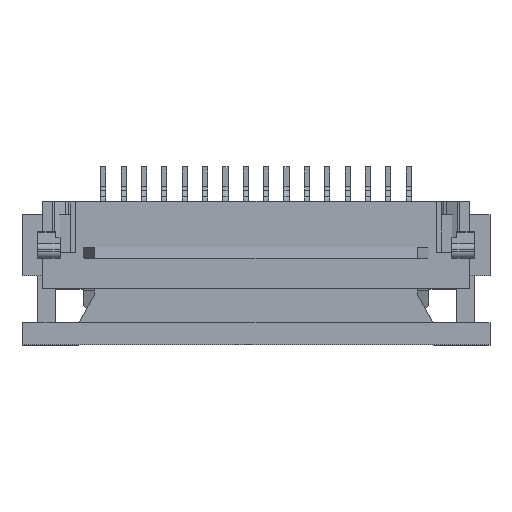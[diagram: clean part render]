
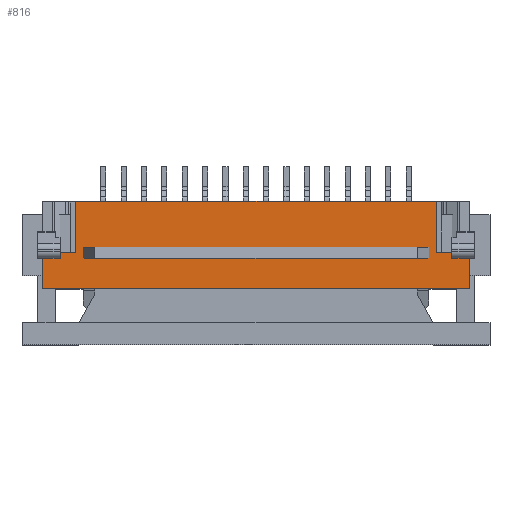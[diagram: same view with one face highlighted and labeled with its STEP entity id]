
A CAD part, top view. The second image highlights one B-rep face of the part: STEP entity #816.
In plain terms, the highlighted planar face has unit normal (0, 0, 1).
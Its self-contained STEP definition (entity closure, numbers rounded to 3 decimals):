
#816 = ADVANCED_FACE( '', ( #1765 ), #1766, .F. );
#1765 = FACE_OUTER_BOUND( '', #2859, .T. );
#1766 = PLANE( '', #2860 );
#2859 = EDGE_LOOP( '', ( #5560, #5561, #5562, #5563, #5564, #5565, #5566, #5567 ) );
#2860 = AXIS2_PLACEMENT_3D( '', #5568, #5569, #5570 );
#5560 = ORIENTED_EDGE( '', *, *, #8141, .T. );
#5561 = ORIENTED_EDGE( '', *, *, #8310, .F. );
#5562 = ORIENTED_EDGE( '', *, *, #8297, .T. );
#5563 = ORIENTED_EDGE( '', *, *, #8311, .F. );
#5564 = ORIENTED_EDGE( '', *, *, #8307, .F. );
#5565 = ORIENTED_EDGE( '', *, *, #7659, .F. );
#5566 = ORIENTED_EDGE( '', *, *, #8312, .F. );
#5567 = ORIENTED_EDGE( '', *, *, #7813, .T. );
#5568 = CARTESIAN_POINT( '', ( 10.5, -2.15, 1.5 ) );
#5569 = DIRECTION( '', ( 0., 0., -1. ) );
#5570 = DIRECTION( '', ( -1., 0., 0. ) );
#7659 = EDGE_CURVE( '', #9671, #9673, #9674, .T. );
#7813 = EDGE_CURVE( '', #9914, #9912, #9915, .T. );
#8141 = EDGE_CURVE( '', #9912, #10390, #10392, .T. );
#8297 = EDGE_CURVE( '', #10603, #10604, #10605, .T. );
#8307 = EDGE_CURVE( '', #9673, #10619, #10620, .T. );
#8310 = EDGE_CURVE( '', #10603, #10390, #10623, .T. );
#8311 = EDGE_CURVE( '', #10619, #10604, #10624, .T. );
#8312 = EDGE_CURVE( '', #9914, #9671, #10625, .T. );
#9671 = VERTEX_POINT( '', #13090 );
#9673 = VERTEX_POINT( '', #13093 );
#9674 = LINE( '', #13094, #13095 );
#9912 = VERTEX_POINT( '', #13428 );
#9914 = VERTEX_POINT( '', #13431 );
#9915 = LINE( '', #13432, #13433 );
#10390 = VERTEX_POINT( '', #14089 );
#10392 = LINE( '', #14092, #14093 );
#10603 = VERTEX_POINT( '', #14401 );
#10604 = VERTEX_POINT( '', #14402 );
#10605 = LINE( '', #14403, #14404 );
#10619 = VERTEX_POINT( '', #14422 );
#10620 = LINE( '', #14423, #14424 );
#10623 = LINE( '', #14428, #14429 );
#10624 = LINE( '', #14430, #14431 );
#10625 = LINE( '', #14432, #14433 );
#13090 = CARTESIAN_POINT( '', ( -10.5, -2.15, 1.5 ) );
#13093 = CARTESIAN_POINT( '', ( -10.5, -0.35, 1.5 ) );
#13094 = CARTESIAN_POINT( '', ( -10.5, -2.15, 1.5 ) );
#13095 = VECTOR( '', #15765, 1000. );
#13428 = CARTESIAN_POINT( '', ( 10.5, -0.35, 1.5 ) );
#13431 = CARTESIAN_POINT( '', ( 10.5, -2.15, 1.5 ) );
#13432 = CARTESIAN_POINT( '', ( 10.5, -2.15, 1.5 ) );
#13433 = VECTOR( '', #15943, 1000. );
#14089 = CARTESIAN_POINT( '', ( 8.85, -0.35, 1.5 ) );
#14092 = CARTESIAN_POINT( '', ( 8.85, -0.35, 1.5 ) );
#14093 = VECTOR( '', #16342, 1000. );
#14401 = CARTESIAN_POINT( '', ( 8.85, 2.15, 1.5 ) );
#14402 = CARTESIAN_POINT( '', ( -8.85, 2.15, 1.5 ) );
#14403 = CARTESIAN_POINT( '', ( 10.5, 2.15, 1.5 ) );
#14404 = VECTOR( '', #16506, 1000. );
#14422 = CARTESIAN_POINT( '', ( -8.85, -0.35, 1.5 ) );
#14423 = CARTESIAN_POINT( '', ( -8.85, -0.35, 1.5 ) );
#14424 = VECTOR( '', #16520, 1000. );
#14428 = CARTESIAN_POINT( '', ( 8.85, 21.54, 1.5 ) );
#14429 = VECTOR( '', #16522, 1000. );
#14430 = CARTESIAN_POINT( '', ( -8.85, -2.15, 1.5 ) );
#14431 = VECTOR( '', #16523, 1000. );
#14432 = CARTESIAN_POINT( '', ( 10.5, -2.15, 1.5 ) );
#14433 = VECTOR( '', #16524, 1000. );
#15765 = DIRECTION( '', ( 0., 1., 0. ) );
#15943 = DIRECTION( '', ( 0., 1., 0. ) );
#16342 = DIRECTION( '', ( -1., 0., 0. ) );
#16506 = DIRECTION( '', ( -1., 0., 0. ) );
#16520 = DIRECTION( '', ( 1., 0., 0. ) );
#16522 = DIRECTION( '', ( 0., -1., 0. ) );
#16523 = DIRECTION( '', ( 0., 1., 0. ) );
#16524 = DIRECTION( '', ( -1., 0., 0. ) );
